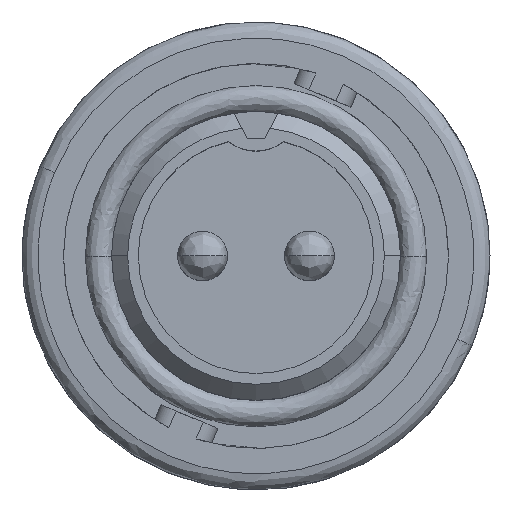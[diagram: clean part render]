
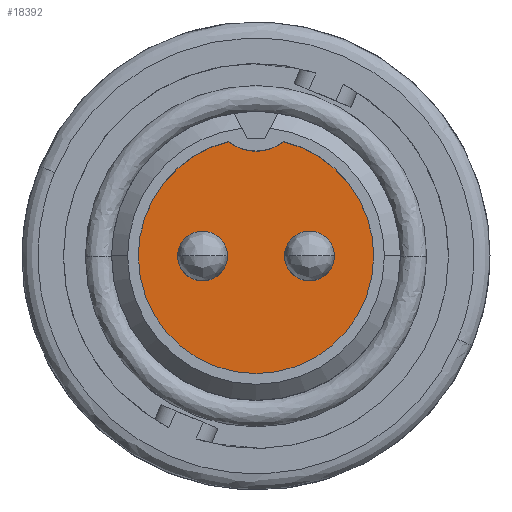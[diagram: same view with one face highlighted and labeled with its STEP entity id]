
A CAD part, top view. The second image highlights one B-rep face of the part: STEP entity #18392.
In plain terms, the highlighted planar face has unit normal (0, 0, 1).
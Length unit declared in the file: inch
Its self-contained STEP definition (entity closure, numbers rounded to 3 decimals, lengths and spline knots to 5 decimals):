
#340 = VERTEX_POINT ( 'NONE', #11278 ) ;
#378 = AXIS2_PLACEMENT_3D ( 'NONE', #9482, #9477, #9450 ) ;
#466 = DIRECTION ( 'NONE',  ( 1., 0., 0. ) ) ;
#486 = DIRECTION ( 'NONE',  ( 0., 0., 1. ) ) ;
#503 = CARTESIAN_POINT ( 'NONE',  ( 0., 0., -0.255 ) ) ;
#1255 = AXIS2_PLACEMENT_3D ( 'NONE', #3060, #3055, #3030 ) ;
#1617 = DIRECTION ( 'NONE',  ( -1., 0., 0. ) ) ;
#1622 = DIRECTION ( 'NONE',  ( 0., 0., -1. ) ) ;
#1647 = CARTESIAN_POINT ( 'NONE',  ( 0.1, 0.0001, -0.255 ) ) ;
#1764 = CIRCLE ( 'NONE', #6381, 0.0465 ) ;
#2421 = ORIENTED_EDGE ( 'NONE', *, *, #6176, .T. ) ;
#2709 = CIRCLE ( 'NONE', #3955, 0.22 ) ;
#2758 = EDGE_LOOP ( 'NONE', ( #16724, #6206 ) ) ;
#3030 = DIRECTION ( 'NONE',  ( -1., 0., 0. ) ) ;
#3055 = DIRECTION ( 'NONE',  ( 0., 0., -1. ) ) ;
#3060 = CARTESIAN_POINT ( 'NONE',  ( -0.1, 0., -0.255 ) ) ;
#3126 = DIRECTION ( 'NONE',  ( 1., 0., 0. ) ) ;
#3130 = EDGE_LOOP ( 'NONE', ( #6618, #14648, #18960, #6883 ) ) ;
#3142 = DIRECTION ( 'NONE',  ( 0., 0., 1. ) ) ;
#3163 = CARTESIAN_POINT ( 'NONE',  ( 0., 0., -0.255 ) ) ;
#3354 = VERTEX_POINT ( 'NONE', #13958 ) ;
#3613 = CIRCLE ( 'NONE', #11589, 0.0465 ) ;
#3955 = AXIS2_PLACEMENT_3D ( 'NONE', #9308, #9291, #9265 ) ;
#4623 = CIRCLE ( 'NONE', #1255, 0.0465 ) ;
#5372 = FACE_OUTER_BOUND ( 'NONE', #3130, .T. ) ;
#5714 = VERTEX_POINT ( 'NONE', #18892 ) ;
#5876 = CARTESIAN_POINT ( 'NONE',  ( 0.22, 0., -0.255 ) ) ;
#6176 = EDGE_CURVE ( 'NONE', #3354, #5714, #14562, .T. ) ;
#6206 = ORIENTED_EDGE ( 'NONE', *, *, #11796, .T. ) ;
#6381 = AXIS2_PLACEMENT_3D ( 'NONE', #1647, #1622, #1617 ) ;
#6618 = ORIENTED_EDGE ( 'NONE', *, *, #11824, .T. ) ;
#6756 = CARTESIAN_POINT ( 'NONE',  ( 0.0535, 0.0001, -0.255 ) ) ;
#6883 = ORIENTED_EDGE ( 'NONE', *, *, #17263, .F. ) ;
#7236 = CIRCLE ( 'NONE', #17694, 0.083 ) ;
#7301 = AXIS2_PLACEMENT_3D ( 'NONE', #3163, #3142, #3126 ) ;
#9131 = VERTEX_POINT ( 'NONE', #15718 ) ;
#9265 = DIRECTION ( 'NONE',  ( 1., 0., 0. ) ) ;
#9291 = DIRECTION ( 'NONE',  ( 0., 0., 1. ) ) ;
#9308 = CARTESIAN_POINT ( 'NONE',  ( 0., 0., -0.255 ) ) ;
#9394 = AXIS2_PLACEMENT_3D ( 'NONE', #503, #486, #466 ) ;
#9450 = DIRECTION ( 'NONE',  ( -1., 0., 0. ) ) ;
#9477 = DIRECTION ( 'NONE',  ( 0., 0., -1. ) ) ;
#9482 = CARTESIAN_POINT ( 'NONE',  ( -0.1, 0., -0.255 ) ) ;
#9739 = EDGE_CURVE ( 'NONE', #14920, #16032, #2709, .T. ) ;
#9851 = ORIENTED_EDGE ( 'NONE', *, *, #11614, .T. ) ;
#10214 = EDGE_CURVE ( 'NONE', #16032, #340, #17829, .T. ) ;
#10570 = DIRECTION ( 'NONE',  ( 1., 0., 0. ) ) ;
#10590 = DIRECTION ( 'NONE',  ( 0., 0., 1. ) ) ;
#10641 = CARTESIAN_POINT ( 'NONE',  ( 0., 0.27898, -0.255 ) ) ;
#10783 = EDGE_CURVE ( 'NONE', #11396, #12016, #3613, .T. ) ;
#11278 = CARTESIAN_POINT ( 'NONE',  ( 0.0515, 0.21389, -0.255 ) ) ;
#11396 = VERTEX_POINT ( 'NONE', #6756 ) ;
#11589 = AXIS2_PLACEMENT_3D ( 'NONE', #14183, #14178, #14156 ) ;
#11614 = EDGE_CURVE ( 'NONE', #5714, #3354, #4623, .T. ) ;
#11796 = EDGE_CURVE ( 'NONE', #12016, #11396, #1764, .T. ) ;
#11824 = EDGE_CURVE ( 'NONE', #9131, #14920, #15880, .T. ) ;
#11855 = AXIS2_PLACEMENT_3D ( 'NONE', #14731, #14501, #14437 ) ;
#12004 = FACE_BOUND ( 'NONE', #17469, .T. ) ;
#12016 = VERTEX_POINT ( 'NONE', #16466 ) ;
#13006 = FACE_BOUND ( 'NONE', #2758, .T. ) ;
#13958 = CARTESIAN_POINT ( 'NONE',  ( -0.0535, 0., -0.255 ) ) ;
#14156 = DIRECTION ( 'NONE',  ( -1., 0., 0. ) ) ;
#14178 = DIRECTION ( 'NONE',  ( 0., 0., -1. ) ) ;
#14183 = CARTESIAN_POINT ( 'NONE',  ( 0.1, 0.0001, -0.255 ) ) ;
#14437 = DIRECTION ( 'NONE',  ( 1., 0., 0. ) ) ;
#14501 = DIRECTION ( 'NONE',  ( 0., 0., 1. ) ) ;
#14551 = PLANE ( 'NONE',  #11855 ) ;
#14562 = CIRCLE ( 'NONE', #378, 0.0465 ) ;
#14648 = ORIENTED_EDGE ( 'NONE', *, *, #9739, .T. ) ;
#14731 = CARTESIAN_POINT ( 'NONE',  ( 0., 0.13949, -0.255 ) ) ;
#14920 = VERTEX_POINT ( 'NONE', #16833 ) ;
#15718 = CARTESIAN_POINT ( 'NONE',  ( -0.0515, 0.21389, -0.255 ) ) ;
#15880 = CIRCLE ( 'NONE', #9394, 0.22 ) ;
#16032 = VERTEX_POINT ( 'NONE', #5876 ) ;
#16466 = CARTESIAN_POINT ( 'NONE',  ( 0.1465, 0.0001, -0.255 ) ) ;
#16724 = ORIENTED_EDGE ( 'NONE', *, *, #10783, .T. ) ;
#16833 = CARTESIAN_POINT ( 'NONE',  ( -0.22, 0., -0.255 ) ) ;
#17263 = EDGE_CURVE ( 'NONE', #9131, #340, #7236, .T. ) ;
#17469 = EDGE_LOOP ( 'NONE', ( #9851, #2421 ) ) ;
#17694 = AXIS2_PLACEMENT_3D ( 'NONE', #10641, #10590, #10570 ) ;
#17829 = CIRCLE ( 'NONE', #7301, 0.22 ) ;
#18392 = ADVANCED_FACE ( 'NONE', ( #13006, #5372, #12004 ), #14551, .T. ) ;
#18892 = CARTESIAN_POINT ( 'NONE',  ( -0.1465, 0., -0.255 ) ) ;
#18960 = ORIENTED_EDGE ( 'NONE', *, *, #10214, .T. ) ;
